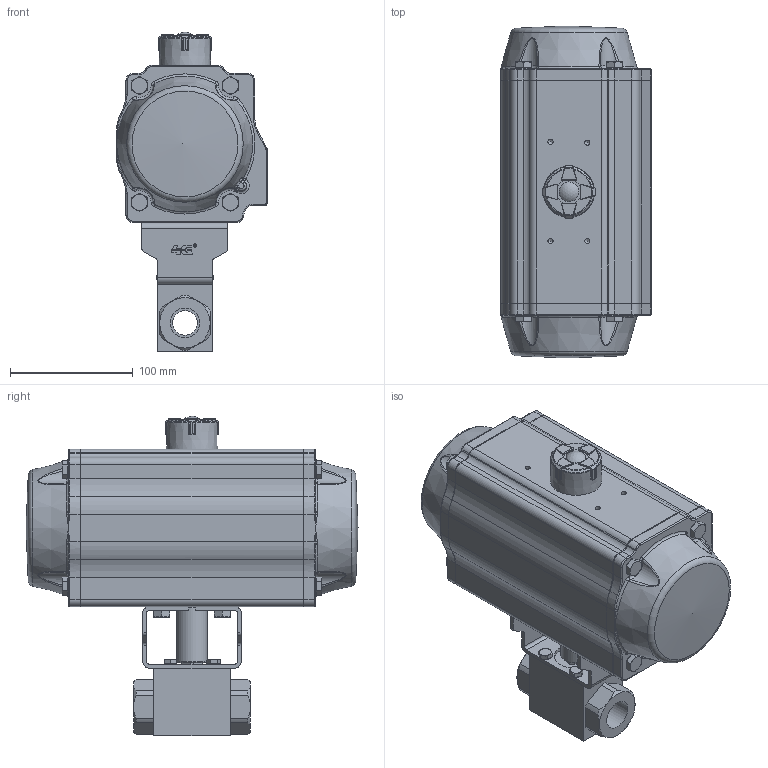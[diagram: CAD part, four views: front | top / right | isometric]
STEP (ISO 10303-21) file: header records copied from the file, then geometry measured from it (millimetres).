
FILE_DESCRIPTION(/* description */ ('Unknown'),/* implementation_level */ '2;1');
FILE_NAME(/* name */ 'FR05 4500_9769-05',/* time_stamp */ '2023-08-17T09:07:16+02:00',/* author */ ('Unknown'),/* organization */ ('Unknown'),/* preprocessor_version */ 'ST-DEVELOPER v18.102',/* originating_system */ 'Solid Edge',/* authorisation */ 'Unknown');
FILE_SCHEMA (('AUTOMOTIVE_DESIGN {1 0 10303 214 3 1 1}'));
Length unit declared in the file: millimetre
Products named in the file (16): FR119-7.500.020; 7.500.020; 49899011_Brücke F07-F05 Höhe 50; DW06_FR05_(DW160_FR119); ____; ________(___________; _____________; ______; Deckel 1; hexagon head bolts--product grade c gb_GB_FASTENER_BOLT_HHBC M8X40-N; cup head nib bolts with large head gb_GB_FASTENER_BOLT_CHNBW M6X25-N; KP-100; Deckel 2; 49860303_Spindeladapter Edelstahl_SW17x17x15_Tasche 14x14x14, D=25, L
=60, Aufbau 50_(7.500.032); DIN 933 M6x10 A2-70 BLK_EDST; DIN 933 M8x16 A2-70 BLK_EDST
Assembly tree (30 placements, depth 4):
  FR119-7.500.020
    7.500.020
    49899011_Brücke F07-F05 Höhe 50
    DW06_FR05_(DW160_FR119)
      ____
        ________(___________  x2
        _____________  x2
        ______
      Deckel 1
      hexagon head bolts--product grade c gb_GB_FASTENER_BOLT_HHBC M8X40-N  x8
      cup head nib bolts with large head gb_GB_FASTENER_BOLT_CHNBW M6X25-N
      KP-100
      Deckel 2
    49860303_Spindeladapter Edelstahl_SW17x17x15_Tasche 14x14x14, D=25, L
=60, Aufbau 50_(7.500.032)
    DIN 933 M6x10 A2-70 BLK_EDST  x4
    DIN 933 M8x16 A2-70 BLK_EDST  x4
Bounding box: 122.5 x 270.2 x 259.81 mm (x, y, z)
Volume: 3589592 mm3; surface area: 294848.9 mm2
Topology: 28 solids, 29 shells, 1519 faces, 3679 edges, 2266 vertices
Faces by surface type: plane 635, cylinder 413, bspline 178, cone 169, torus 111, sphere 13
Full cylindrical faces by diameter (mm): 2.6 x2, 3 x16, 3.3 x8, 4.2 x8, 4.66 x1, 4.917 x8, 5 x1, 6 x5, 6.2 x1, 6.8 x16, 7 x4, 8 x12, 8.5 x4, 9 x4, 10 x4, 11.8 x2, 13 x4, 20 x1, 24.117 x2, 24.6 x2, 25 x1, 26.8 x1, 35 x1, 37.2 x1, 38.5 x1
Entity records: 40461 total; most frequent: CARTESIAN_POINT 13591, ORIENTED_EDGE 5192, DIRECTION 5034, EDGE_CURVE 2596, AXIS2_PLACEMENT_3D 1937, VERTEX_POINT 1721, FACE_BOUND 1383, EDGE_LOOP 1350
